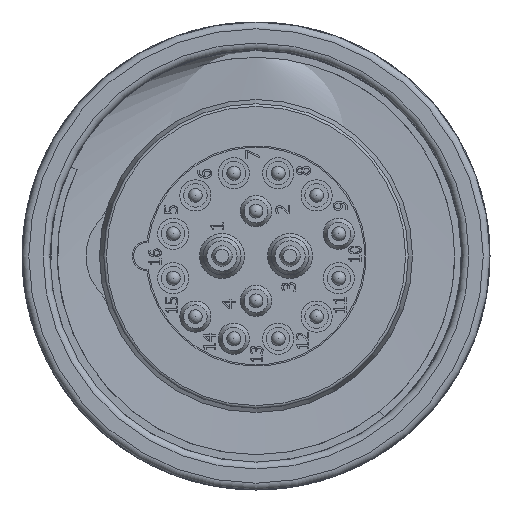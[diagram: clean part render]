
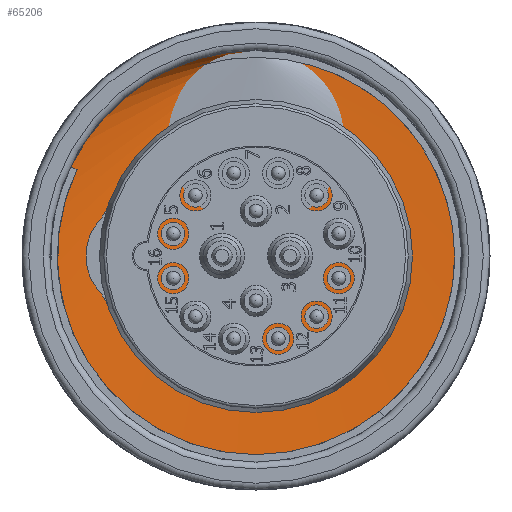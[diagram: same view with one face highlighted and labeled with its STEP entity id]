
A CAD part, left-side view. The second image highlights one B-rep face of the part: STEP entity #65206.
In plain terms, the highlighted cylindrical face has radius 15.1 mm (diameter 30.2 mm), a full revolution.
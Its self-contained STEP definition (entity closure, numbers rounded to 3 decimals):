
#3293=CIRCLE('',#68973,15.1);
#3862=FACE_OUTER_BOUND('',#8052,.T.);
#8052=EDGE_LOOP('',(#40601,#40602,#40603,#40604));
#12243=B_SPLINE_CURVE_WITH_KNOTS('',3,(#75072,#75073,#75074,#75075,#75076,
#75077,#75078,#75079,#75080,#75081,#75082,#75083,#75084,#75085),
 .UNSPECIFIED.,.F.,.F.,(4,1,1,1,1,1,1,1,1,1,1,4),(9.425,9.617,
10.114,10.611,11.108,11.605,12.102,
12.598,13.095,13.592,14.089,14.586),
 .UNSPECIFIED.);
#20193=LINE('',#75067,#21866);
#20194=LINE('',#75069,#21867);
#21866=VECTOR('',#70412,15.1);
#21867=VECTOR('',#70413,15.1);
#23543=VERTEX_POINT('',#75046);
#23544=VERTEX_POINT('',#75066);
#23545=VERTEX_POINT('',#75068);
#23546=VERTEX_POINT('',#75070);
#30405=EDGE_CURVE('',#23544,#23543,#20193,.T.);
#30406=EDGE_CURVE('',#23544,#23545,#20194,.T.);
#30407=EDGE_CURVE('',#23546,#23545,#3293,.T.);
#30408=EDGE_CURVE('',#23543,#23546,#12243,.T.);
#40601=ORIENTED_EDGE('',*,*,#30405,.F.);
#40602=ORIENTED_EDGE('',*,*,#30406,.T.);
#40603=ORIENTED_EDGE('',*,*,#30407,.F.);
#40604=ORIENTED_EDGE('',*,*,#30408,.F.);
#60986=CYLINDRICAL_SURFACE('',#68972,15.1);
#65206=ADVANCED_FACE('',(#3862),#60986,.F.);
#68972=AXIS2_PLACEMENT_3D('',#75065,#70410,#70411);
#68973=AXIS2_PLACEMENT_3D('',#75071,#70414,#70415);
#70410=DIRECTION('center_axis',(-1.,0.,0.));
#70411=DIRECTION('ref_axis',(0.,0.,-1.));
#70412=DIRECTION('',(1.,0.,0.));
#70413=DIRECTION('',(-1.,0.,0.));
#70414=DIRECTION('center_axis',(1.,0.,0.));
#70415=DIRECTION('ref_axis',(0.,0.,-1.));
#75046=CARTESIAN_POINT('',(13.8,0.,15.1));
#75065=CARTESIAN_POINT('Origin',(19.6,0.,0.));
#75066=CARTESIAN_POINT('',(12.6,0.,15.1));
#75067=CARTESIAN_POINT('',(19.6,0.,15.1));
#75068=CARTESIAN_POINT('',(11.5,0.,15.1));
#75069=CARTESIAN_POINT('',(19.6,0.,15.1));
#75070=CARTESIAN_POINT('',(11.5,13.605,6.552));
#75071=CARTESIAN_POINT('Origin',(11.5,0.,0.));
#75072=CARTESIAN_POINT('Ctrl Pts',(13.8,0.,15.099));
#75073=CARTESIAN_POINT('Ctrl Pts',(13.771,-0.969,
15.1));
#75074=CARTESIAN_POINT('Ctrl Pts',(13.669,-4.438,14.771));
#75075=CARTESIAN_POINT('Ctrl Pts',(13.493,-10.007,12.144));
#75076=CARTESIAN_POINT('Ctrl Pts',(13.271,-14.586,5.905));
#75077=CARTESIAN_POINT('Ctrl Pts',(13.05,-15.637,-1.762));
#75078=CARTESIAN_POINT('Ctrl Pts',(12.829,-12.906,-9.003));
#75079=CARTESIAN_POINT('Ctrl Pts',(12.607,-7.054,-14.066));
#75080=CARTESIAN_POINT('Ctrl Pts',(12.386,0.504,-15.728));
#75081=CARTESIAN_POINT('Ctrl Pts',(12.164,7.941,-13.585));
#75082=CARTESIAN_POINT('Ctrl Pts',(11.943,13.456,-8.158));
#75083=CARTESIAN_POINT('Ctrl Pts',(11.721,15.718,-0.756));
#75084=CARTESIAN_POINT('Ctrl Pts',(11.574,14.69,4.298));
#75085=CARTESIAN_POINT('Ctrl Pts',(11.5,13.605,6.552));
